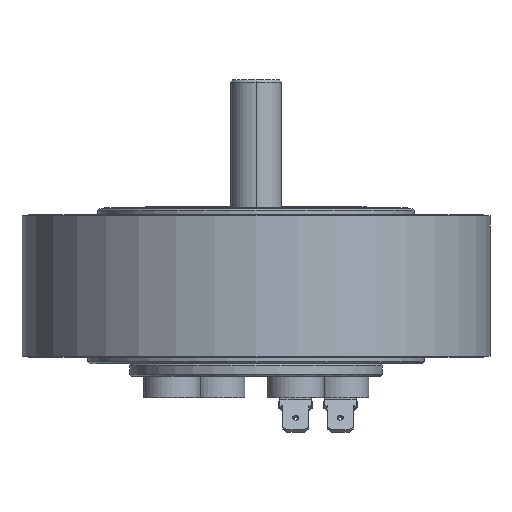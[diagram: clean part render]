
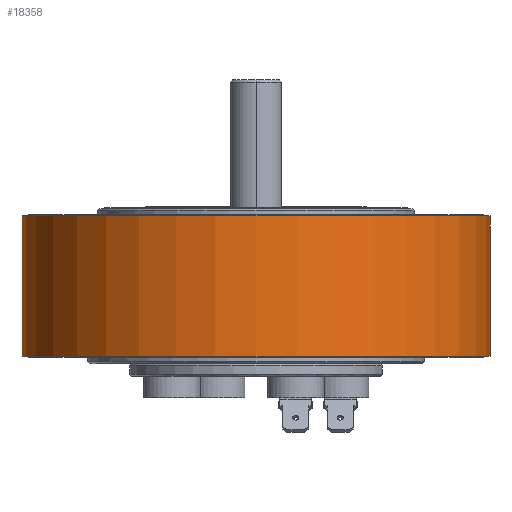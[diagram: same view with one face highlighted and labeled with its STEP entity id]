
A CAD part, front view. The second image highlights one B-rep face of the part: STEP entity #18358.
In plain terms, the highlighted cylindrical face has radius 55.5 mm (diameter 111 mm), a partial arc.
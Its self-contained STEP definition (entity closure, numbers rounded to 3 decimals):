
#6012 = CARTESIAN_POINT ( 'NONE',  ( -55.5, 0., -33.3 ) ) ;
#6036 = CARTESIAN_POINT ( 'NONE',  ( 55.5, 0., -33.3 ) ) ;
#6072 = CARTESIAN_POINT ( 'NONE',  ( -55.5, 0., 0. ) ) ;
#6121 = CARTESIAN_POINT ( 'NONE',  ( 55.5, 0., 0. ) ) ;
#6175 = DIRECTION ( 'NONE',  ( 0., 0., 1. ) ) ;
#6176 = DIRECTION ( 'NONE',  ( 1., 0., 0. ) ) ;
#6179 = CARTESIAN_POINT ( 'NONE',  ( 0., 0., 0. ) ) ;
#15122 = VERTEX_POINT ( 'NONE', #6012 ) ;
#15166 = VERTEX_POINT ( 'NONE', #6036 ) ;
#15232 = VERTEX_POINT ( 'NONE', #6072 ) ;
#15310 = VERTEX_POINT ( 'NONE', #6121 ) ;
#18358 = ADVANCED_FACE ( 'NONE', ( #50091 ), #50100, .T. ) ;
#31246 = ORIENTED_EDGE ( 'NONE', *, *, #43886, .F. ) ;
#31250 = ORIENTED_EDGE ( 'NONE', *, *, #43746, .T. ) ;
#31252 = ORIENTED_EDGE ( 'NONE', *, *, #43724, .T. ) ;
#31254 = ORIENTED_EDGE ( 'NONE', *, *, #43737, .F. ) ;
#33953 = AXIS2_PLACEMENT_3D ( 'NONE', #37635, #37646, #37647 ) ;
#33957 = AXIS2_PLACEMENT_3D ( 'NONE', #37671, #37678, #37679 ) ;
#37607 = CARTESIAN_POINT ( 'NONE',  ( 55.5, 0., 0. ) ) ;
#37608 = DIRECTION ( 'NONE',  ( 0., 0., 1. ) ) ;
#37635 = CARTESIAN_POINT ( 'NONE',  ( 0., 0., 0. ) ) ;
#37646 = DIRECTION ( 'NONE',  ( 0., 0., 1. ) ) ;
#37647 = DIRECTION ( 'NONE',  ( 1., 0., 0. ) ) ;
#37671 = CARTESIAN_POINT ( 'NONE',  ( 0., 0., -33.3 ) ) ;
#37678 = DIRECTION ( 'NONE',  ( 0., 0., 1. ) ) ;
#37679 = DIRECTION ( 'NONE',  ( 1., 0., 0. ) ) ;
#38204 = CARTESIAN_POINT ( 'NONE',  ( -55.5, 0., 0. ) ) ;
#38205 = DIRECTION ( 'NONE',  ( 0., 0., 1. ) ) ;
#43724 = EDGE_CURVE ( 'NONE', #15166, #15310, #63626, .T. ) ;
#43737 = EDGE_CURVE ( 'NONE', #15232, #15310, #63649, .T. ) ;
#43746 = EDGE_CURVE ( 'NONE', #15122, #15166, #63657, .T. ) ;
#43886 = EDGE_CURVE ( 'NONE', #15122, #15232, #63777, .T. ) ;
#50091 = FACE_OUTER_BOUND ( 'NONE', #84679, .T. ) ;
#50100 = CYLINDRICAL_SURFACE ( 'NONE', #51822, 55.5 ) ;
#51822 = AXIS2_PLACEMENT_3D ( 'NONE', #6179, #6175, #6176 ) ;
#63626 = LINE ( 'NONE', #37607, #63631 ) ;
#63631 = VECTOR ( 'NONE', #37608, 1000. ) ;
#63649 = CIRCLE ( 'NONE', #33953, 55.5 ) ;
#63657 = CIRCLE ( 'NONE', #33957, 55.5 ) ;
#63777 = LINE ( 'NONE', #38204, #63790 ) ;
#63790 = VECTOR ( 'NONE', #38205, 1000. ) ;
#84679 = EDGE_LOOP ( 'NONE', ( #31246, #31250, #31252, #31254 ) ) ;
